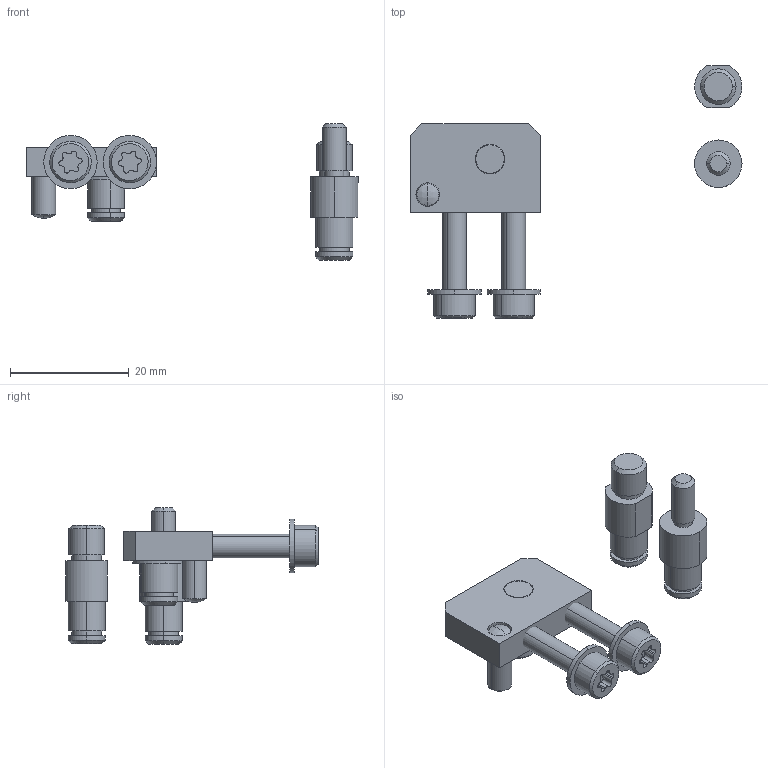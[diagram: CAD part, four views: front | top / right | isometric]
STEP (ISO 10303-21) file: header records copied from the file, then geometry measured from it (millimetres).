
FILE_DESCRIPTION (( 'STEP AP214' ), '1' );
FILE_NAME ('54791~1.STEP', '2020-03-18T10:57:28', ( '' ), ( '' ), 'SwSTEP 2.0', 'SolidWorks 2018', '' );
FILE_SCHEMA (( 'AUTOMOTIVE_DESIGN' ));
Length unit declared in the file: millimetre
Products named in the file (8): DIN6325~n_04,0m6x012; DIN912~n_M04,0x020; 48726~2_S; 54791~1; 48565~1_S; 57801~2_S; 36027~3_S; DIN125~n_04,3 M04,0
Assembly tree (9 placements, depth 2):
  54791~1
    48726~2_S
    DIN6325~n_04,0m6x012
    DIN912~n_M04,0x020  x2
    DIN125~n_04,3 M04,0  x2
    48565~1_S
    36027~3_S
    57801~2_S
Bounding box: 56 x 42.52 x 23.1 mm (x, y, z)
Volume: 3917.2 mm3; surface area: 4132.3 mm2
Topology: 9 solids, 9 shells, 166 faces, 367 edges, 238 vertices
Faces by surface type: cylinder 96, plane 44, cone 22, sphere 4
Entity records: 4168 total; most frequent: DIRECTION 736, CARTESIAN_POINT 643, ORIENTED_EDGE 568, AXIS2_PLACEMENT_3D 311, EDGE_CURVE 284, VERTEX_POINT 184, CIRCLE 168, EDGE_LOOP 160
